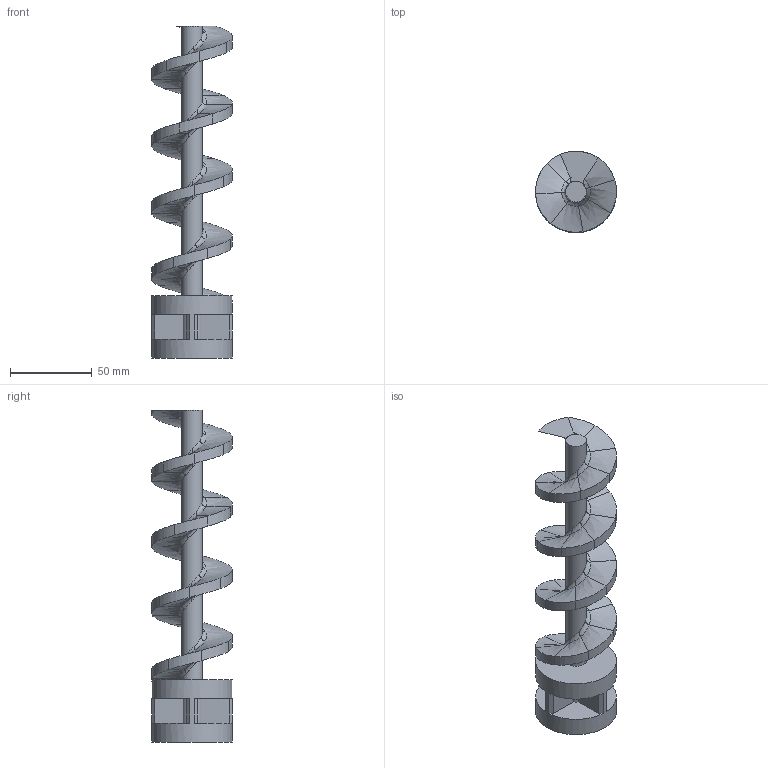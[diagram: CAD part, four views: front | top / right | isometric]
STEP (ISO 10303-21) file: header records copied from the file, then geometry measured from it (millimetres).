
FILE_DESCRIPTION(/* description */ (''),/* implementation_level */ '2;1');
FILE_NAME(/* name */ 'Feed Screw_REV00 v2.step',/* time_stamp */ '2022-02-02T15:57:06-05:00',/* author */ (''),/* organization */ (''),/* preprocessor_version */ 'ST-DEVELOPER v18.1',/* originating_system */ 'Autodesk Translation Framework v10.13.0.1454',/* authorisation */ '');
FILE_SCHEMA (('AUTOMOTIVE_DESIGN { 1 0 10303 214 3 1 1 }'));
Length unit declared in the file: inch
Products named in the file (1): Feed Screw_REV00
Bounding box: 49.54 x 49.55 x 203.2 mm (x, y, z)
Volume: 119084.3 mm3; surface area: 43517.6 mm2
Topology: 2 solids, 2 shells, 291 faces, 598 edges, 317 vertices
Faces by surface type: bspline 253, plane 30, cylinder 7, cone 1
Full cylindrical faces by diameter (mm): 12.7 x1, 25.4 x1, 49.53 x1
Entity records: 12705 total; most frequent: CARTESIAN_POINT 8820, ORIENTED_EDGE 1084, EDGE_CURVE 542, B_SPLINE_CURVE_WITH_KNOTS 452, VERTEX_POINT 289, EDGE_LOOP 269, FACE_OUTER_BOUND 263, ADVANCED_FACE 263
